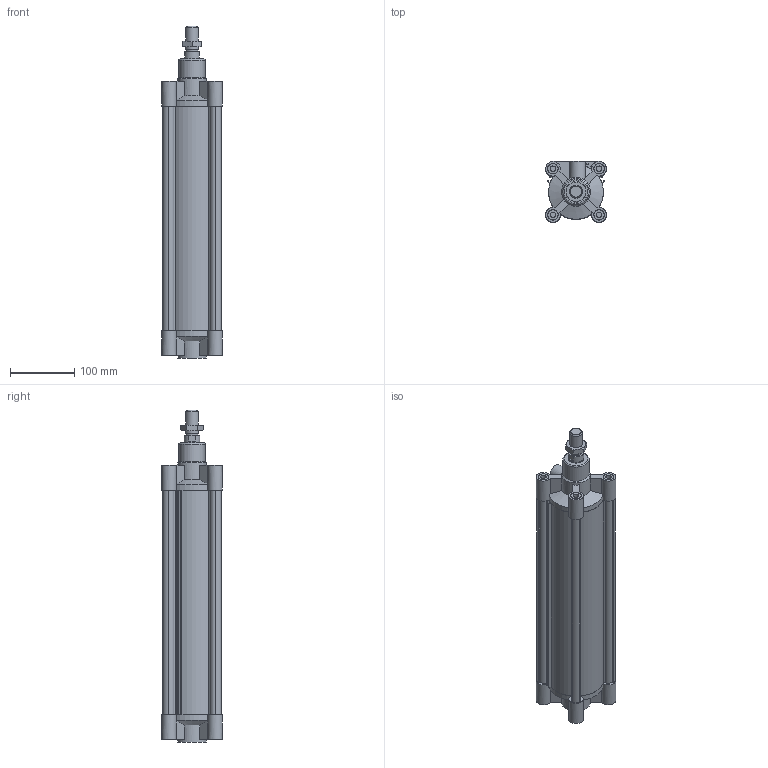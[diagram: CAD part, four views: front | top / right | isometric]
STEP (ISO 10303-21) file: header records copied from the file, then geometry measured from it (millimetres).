
FILE_DESCRIPTION((''),'2;1');
FILE_NAME('139#_80_0300_01.iam.stp','2012-01-28T08:03:10',(''),(''),'Autodesk Inventor 2012','Autodesk Inventor 2012','');
FILE_SCHEMA(('AUTOMOTIVE_DESIGN { 1 0 10303 214 1 1 1 1 }'));
Length unit declared in the file: millimetre
Products named in the file (6): 139#_80_0300_01; CPL080_004-300; CPL080-001-01; CPL080-002-01; CPL_80_0300; 1320_80_18F
Assembly tree (5 placements, depth 2):
  139#_80_0300_01
    CPL080_004-300
    CPL080-001-01
    CPL080-002-01
    CPL_80_0300
    1320_80_18F
Bounding box: 95 x 95 x 518.5 mm (x, y, z)
Volume: 1392157.7 mm3; surface area: 453435.4 mm2
Topology: 5 solids, 5 shells, 264 faces, 648 edges, 426 vertices
Faces by surface type: plane 154, cylinder 83, cone 26, torus 1
Full cylindrical faces by diameter (mm): 8.5 x8, 12 x2, 15.2 x2, 16 x8, 16.5 x8, 18 x1, 18.5 x1, 20 x1, 24.5 x1, 25 x2, 41 x1, 45 x2, 80 x4
Entity records: 7874 total; most frequent: CARTESIAN_POINT 1483, DIRECTION 1288, ORIENTED_EDGE 1186, EDGE_CURVE 593, AXIS2_PLACEMENT_3D 476, VERTEX_POINT 419, EDGE_LOOP 358, VECTOR 336
